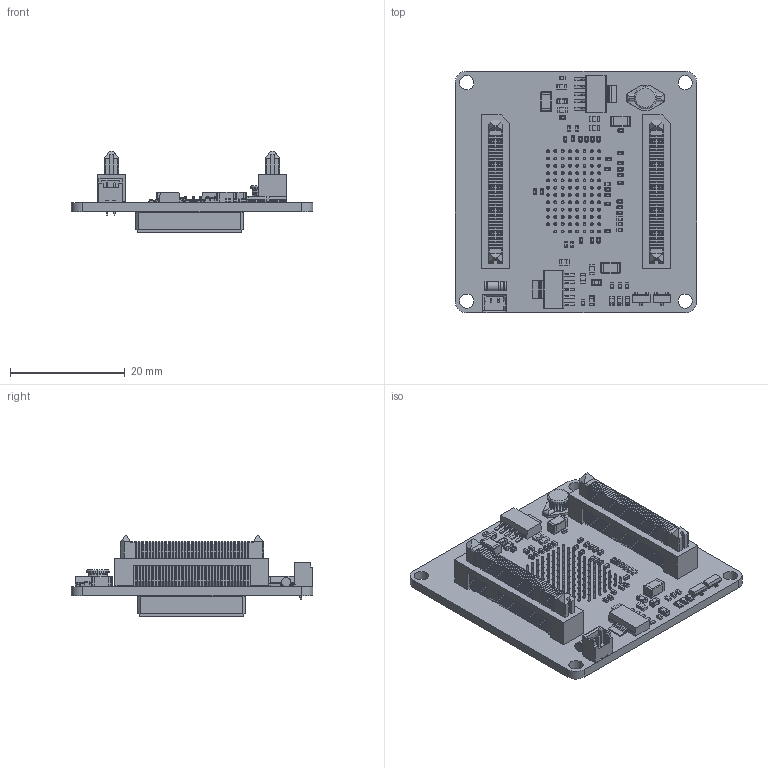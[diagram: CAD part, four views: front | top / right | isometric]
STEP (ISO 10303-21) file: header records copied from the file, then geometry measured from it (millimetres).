
FILE_DESCRIPTION(('Open CASCADE Model'),'2;1');
FILE_NAME('Open CASCADE Shape Model','2018-01-21T19:32:37',('Author'),( 'Open CASCADE'),'Open CASCADE STEP processor 6.8','Open CASCADE 6.8' ,'Unknown');
FILE_SCHEMA(('AUTOMOTIVE_DESIGN { 1 0 10303 214 1 1 1 1 }'));
Length unit declared in the file: millimetre
Products named in the file (83): PCB; Board; R22; RESC1005X40N; R1; IC6; SOT127P700X180-6N; C9; CAPC1005X55N; C30; C29; C28; CAPC3216X180N; C25; C2; C1; C22; C21; C20; IC7; C23; R23; RESC1608X55N; R4; C24; C3; C4; C5; C6; C26; C27; C7; C8; C10; C11; C12; C13; C14; C31; C32 ...
Assembly tree (136 placements, depth 3):
  PCB
    Board
    R22
      RESC1005X40N
    R1
      RESC1005X40N
    IC6
      SOT127P700X180-6N
    C9
      CAPC1005X55N
    C30
      CAPC1005X55N
    C29
      CAPC1005X55N
    C28
      CAPC3216X180N
    C25
      CAPC1005X55N
    C2
      CAPC1005X55N
    C1
      CAPC1005X55N
    C22
      CAPC1005X55N
    C21
      CAPC1005X55N
    C20
      CAPC1005X55N
    IC7
      SOT127P700X180-6N
    C23
      CAPC1005X55N
    R23
      RESC1608X55N
    R4
      RESC1005X40N
    C24
      CAPC3216X180N
    C3
      CAPC1005X55N
    C4
      CAPC1005X55N
    C5
      CAPC1005X55N
    C6
      CAPC1005X55N
    C26
      CAPC1005X55N
    C27
      CAPC1005X55N
    C7
      CAPC1005X55N
    C8
      CAPC1005X55N
    C10
      CAPC1005X55N
    C11
      CAPC1005X55N
    C12
      CAPC1005X55N
Bounding box: 41.99 x 42.03 x 14.18 mm (x, y, z)
Volume: 5099.2 mm3; surface area: 10139.2 mm2
Topology: 329 solids, 329 shells, 6220 faces, 15646 edges, 9866 vertices
Faces by surface type: plane 3423, cylinder 2369, sphere 336, bspline 48, torus 44
Full cylindrical faces by diameter (mm): 0.5 x95, 0.55 x2, 1.32 x2, 1.45 x4, 2.5 x4
Entity records: 75983 total; most frequent: DIRECTION 12925, CARTESIAN_POINT 12778, ORIENTED_EDGE 12102, EDGE_CURVE 6051, LINE 4327, VECTOR 4327, AXIS2_PLACEMENT_3D 4299, VERTEX_POINT 3972
